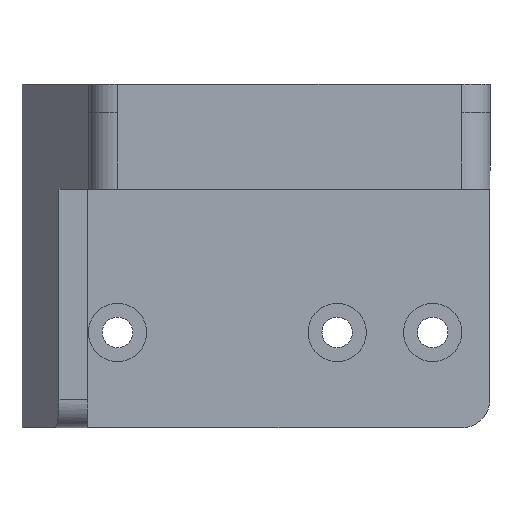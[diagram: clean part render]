
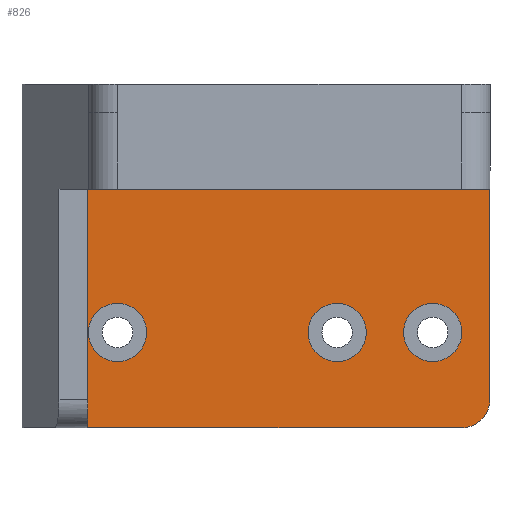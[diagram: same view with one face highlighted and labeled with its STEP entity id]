
A CAD part, left-side view. The second image highlights one B-rep face of the part: STEP entity #826.
In plain terms, the highlighted planar face has unit normal (-1, 0, 0).
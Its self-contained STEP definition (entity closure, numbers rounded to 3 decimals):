
#184 = VERTEX_POINT('',#185);
#185 = CARTESIAN_POINT('',(125.,101.,185.));
#220 = VERTEX_POINT('',#221);
#221 = CARTESIAN_POINT('',(125.,143.128,185.));
#227 = EDGE_CURVE('',#220,#184,#228,.T.);
#228 = LINE('',#229,#230);
#229 = CARTESIAN_POINT('',(125.,143.128,185.));
#230 = VECTOR('',#231,1.);
#231 = DIRECTION('',(0.,-1.,0.));
#809 = VERTEX_POINT('',#810);
#810 = CARTESIAN_POINT('',(125.,101.,163.));
#816 = EDGE_CURVE('',#184,#809,#817,.T.);
#817 = LINE('',#818,#819);
#818 = CARTESIAN_POINT('',(125.,101.,187.));
#819 = VECTOR('',#820,1.);
#820 = DIRECTION('',(-0.,-0.,-1.));
#826 = ADVANCED_FACE('',(#827,#854,#865,#876),#887,.T.);
#827 = FACE_BOUND('',#828,.F.);
#828 = EDGE_LOOP('',(#829,#830,#831,#840,#848));
#829 = ORIENTED_EDGE('',*,*,#227,.T.);
#830 = ORIENTED_EDGE('',*,*,#816,.T.);
#831 = ORIENTED_EDGE('',*,*,#832,.F.);
#832 = EDGE_CURVE('',#833,#809,#835,.T.);
#833 = VERTEX_POINT('',#834);
#834 = CARTESIAN_POINT('',(125.,104.,160.));
#835 = CIRCLE('',#836,3.);
#836 = AXIS2_PLACEMENT_3D('',#837,#838,#839);
#837 = CARTESIAN_POINT('',(125.,104.,163.));
#838 = DIRECTION('',(-1.,0.,0.));
#839 = DIRECTION('',(0.,0.,1.));
#840 = ORIENTED_EDGE('',*,*,#841,.T.);
#841 = EDGE_CURVE('',#833,#842,#844,.T.);
#842 = VERTEX_POINT('',#843);
#843 = CARTESIAN_POINT('',(125.,143.128,160.));
#844 = LINE('',#845,#846);
#845 = CARTESIAN_POINT('',(125.,101.,160.));
#846 = VECTOR('',#847,1.);
#847 = DIRECTION('',(-0.,1.,0.));
#848 = ORIENTED_EDGE('',*,*,#849,.F.);
#849 = EDGE_CURVE('',#220,#842,#850,.T.);
#850 = LINE('',#851,#852);
#851 = CARTESIAN_POINT('',(125.,143.128,187.));
#852 = VECTOR('',#853,1.);
#853 = DIRECTION('',(-0.,-0.,-1.));
#854 = FACE_BOUND('',#855,.F.);
#855 = EDGE_LOOP('',(#856));
#856 = ORIENTED_EDGE('',*,*,#857,.F.);
#857 = EDGE_CURVE('',#858,#858,#860,.T.);
#858 = VERTEX_POINT('',#859);
#859 = CARTESIAN_POINT('',(125.,140.,166.95));
#860 = CIRCLE('',#861,3.05);
#861 = AXIS2_PLACEMENT_3D('',#862,#863,#864);
#862 = CARTESIAN_POINT('',(125.,140.,170.));
#863 = DIRECTION('',(1.,-0.,0.));
#864 = DIRECTION('',(0.,0.,-1.));
#865 = FACE_BOUND('',#866,.F.);
#866 = EDGE_LOOP('',(#867));
#867 = ORIENTED_EDGE('',*,*,#868,.F.);
#868 = EDGE_CURVE('',#869,#869,#871,.T.);
#869 = VERTEX_POINT('',#870);
#870 = CARTESIAN_POINT('',(125.,117.,166.95));
#871 = CIRCLE('',#872,3.05);
#872 = AXIS2_PLACEMENT_3D('',#873,#874,#875);
#873 = CARTESIAN_POINT('',(125.,117.,170.));
#874 = DIRECTION('',(1.,-0.,0.));
#875 = DIRECTION('',(0.,0.,-1.));
#876 = FACE_BOUND('',#877,.F.);
#877 = EDGE_LOOP('',(#878));
#878 = ORIENTED_EDGE('',*,*,#879,.F.);
#879 = EDGE_CURVE('',#880,#880,#882,.T.);
#880 = VERTEX_POINT('',#881);
#881 = CARTESIAN_POINT('',(125.,107.,166.95));
#882 = CIRCLE('',#883,3.05);
#883 = AXIS2_PLACEMENT_3D('',#884,#885,#886);
#884 = CARTESIAN_POINT('',(125.,107.,170.));
#885 = DIRECTION('',(1.,-0.,0.));
#886 = DIRECTION('',(0.,0.,-1.));
#887 = PLANE('',#888);
#888 = AXIS2_PLACEMENT_3D('',#889,#890,#891);
#889 = CARTESIAN_POINT('',(125.,122.064,176.5));
#890 = DIRECTION('',(-1.,-0.,-0.));
#891 = DIRECTION('',(0.,0.,-1.));
